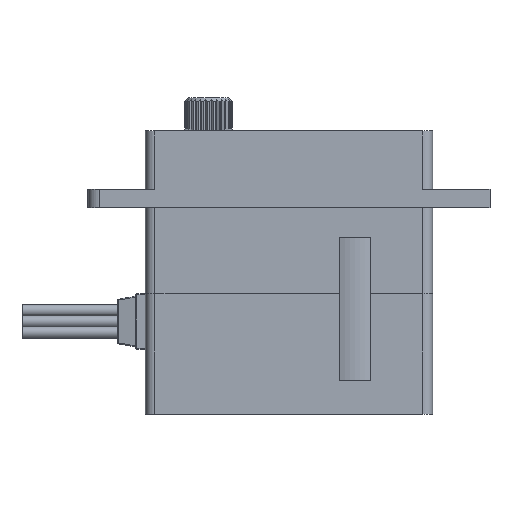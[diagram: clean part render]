
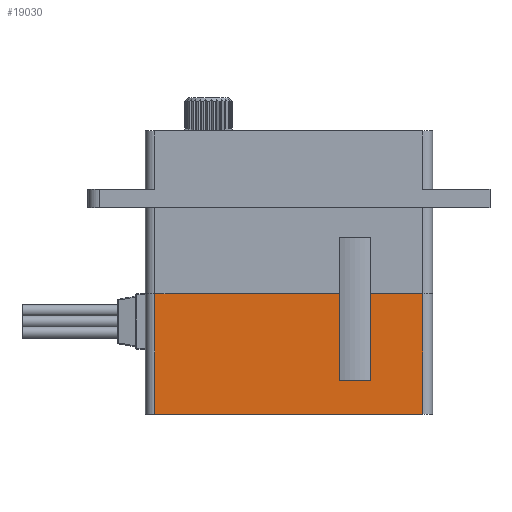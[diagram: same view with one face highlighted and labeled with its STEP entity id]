
A CAD part, top view. The second image highlights one B-rep face of the part: STEP entity #19030.
In plain terms, the highlighted planar face has unit normal (0, 0, 1).
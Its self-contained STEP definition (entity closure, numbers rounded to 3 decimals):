
#2820=CARTESIAN_POINT('',(10.76,-8.7,5.));
#2830=VERTEX_POINT('',#2820);
#2990=CARTESIAN_POINT('',(10.76,-21.3,5.));
#3000=VERTEX_POINT('',#2990);
#3030=CARTESIAN_POINT('',(10.76,0.,5.));
#3040=DIRECTION('',(-0.,-1.,0.));
#3050=VECTOR('',#3040,1.);
#3060=LINE('',#3030,#3050);
#3070=EDGE_CURVE('',#2830,#3000,#3060,.T.);
#3220=CARTESIAN_POINT('',(-17.24,-8.7,5.));
#3230=VERTEX_POINT('',#3220);
#3280=CARTESIAN_POINT('',(-17.24,0.,5.));
#3290=DIRECTION('',(0.,-1.,0.));
#3300=VECTOR('',#3290,1.);
#3310=LINE('',#3280,#3300);
#3320=CARTESIAN_POINT('',(-17.24,-21.3,5.));
#3330=VERTEX_POINT('',#3320);
#3340=EDGE_CURVE('',#3230,#3330,#3310,.T.);
#4170=CARTESIAN_POINT('',(0.,-21.3,5.));
#4180=DIRECTION('',(-1.,0.,0.));
#4190=VECTOR('',#4180,1.);
#4200=LINE('',#4170,#4190);
#4210=EDGE_CURVE('',#3000,#3330,#4200,.T.);
#18550=CARTESIAN_POINT('',(-11.75,-8.3,5.));
#18560=DIRECTION('',(0.,0.,1.));
#18570=DIRECTION('',(1.,0.,0.));
#18580=AXIS2_PLACEMENT_3D('',#18550,#18560,#18570);
#18590=PLANE('',#18580);
#18600=ORIENTED_EDGE('',*,*,#4210,.F.);
#18610=ORIENTED_EDGE('',*,*,#3340,.T.);
#18620=CARTESIAN_POINT('',(0.,-8.7,5.));
#18630=DIRECTION('',(-1.,0.,0.));
#18640=VECTOR('',#18630,1.);
#18650=LINE('',#18620,#18640);
#18660=CARTESIAN_POINT('',(2.06,-8.7,5.));
#18670=VERTEX_POINT('',#18660);
#18680=EDGE_CURVE('',#18670,#3230,#18650,.T.);
#18690=ORIENTED_EDGE('',*,*,#18680,.T.);
#18700=CARTESIAN_POINT('',(2.06,0.,5.));
#18710=DIRECTION('',(0.,-1.,0.));
#18720=VECTOR('',#18710,1.);
#18730=LINE('',#18700,#18720);
#18740=CARTESIAN_POINT('',(2.06,-17.8,5.));
#18750=VERTEX_POINT('',#18740);
#18760=EDGE_CURVE('',#18670,#18750,#18730,.T.);
#18770=ORIENTED_EDGE('',*,*,#18760,.F.);
#18780=CARTESIAN_POINT('',(0.,-17.8,5.));
#18790=DIRECTION('',(1.,0.,0.));
#18800=VECTOR('',#18790,1.);
#18810=LINE('',#18780,#18800);
#18820=CARTESIAN_POINT('',(3.66,-17.8,5.));
#18830=VERTEX_POINT('',#18820);
#18840=EDGE_CURVE('',#18750,#18830,#18810,.T.);
#18850=ORIENTED_EDGE('',*,*,#18840,.F.);
#18860=CARTESIAN_POINT('',(5.26,-17.8,5.));
#18870=VERTEX_POINT('',#18860);
#18880=EDGE_CURVE('',#18830,#18870,#18810,.T.);
#18890=ORIENTED_EDGE('',*,*,#18880,.F.);
#18900=CARTESIAN_POINT('',(5.26,0.,5.));
#18910=DIRECTION('',(0.,1.,0.));
#18920=VECTOR('',#18910,1.);
#18930=LINE('',#18900,#18920);
#18940=CARTESIAN_POINT('',(5.26,-8.7,5.));
#18950=VERTEX_POINT('',#18940);
#18960=EDGE_CURVE('',#18870,#18950,#18930,.T.);
#18970=ORIENTED_EDGE('',*,*,#18960,.F.);
#18980=EDGE_CURVE('',#2830,#18950,#18650,.T.);
#18990=ORIENTED_EDGE('',*,*,#18980,.T.);
#19000=ORIENTED_EDGE('',*,*,#3070,.F.);
#19010=EDGE_LOOP('',(#19000,#18990,#18970,#18890,#18850,#18770,#18690,
#18610,#18600));
#19020=FACE_OUTER_BOUND('',#19010,.T.);
#19030=ADVANCED_FACE('',(#19020),#18590,.T.);
